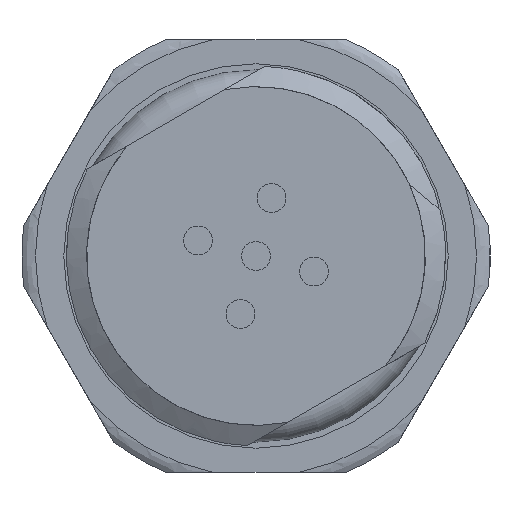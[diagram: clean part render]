
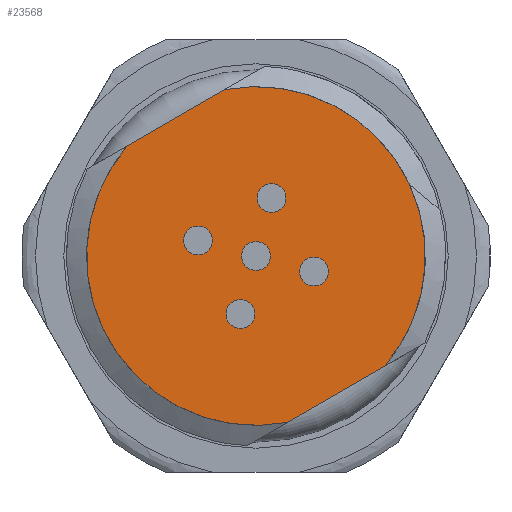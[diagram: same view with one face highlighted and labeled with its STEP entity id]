
A CAD part, front view. The second image highlights one B-rep face of the part: STEP entity #23568.
In plain terms, the highlighted planar face has unit normal (0, -1, 0).
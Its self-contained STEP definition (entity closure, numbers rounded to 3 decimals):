
#5367=CARTESIAN_POINT('',(0.,-7.,0.));
#5368=DIRECTION('',(0.,-1.,0.));
#5369=DIRECTION('',(0.759,0.,-0.651));
#5370=AXIS2_PLACEMENT_3D('',#5367,#5368,#5369);
#5509=CARTESIAN_POINT('',(0.,-7.,0.));
#5510=DIRECTION('',(0.,-1.,0.));
#5511=DIRECTION('',(-0.759,0.,0.651));
#5512=AXIS2_PLACEMENT_3D('',#5509,#5510,#5511);
#6063=DIRECTION('',(0.866,0.,0.5));
#6064=VECTOR('',#6063,4.682);
#6065=CARTESIAN_POINT('',(-5.352,-7.,4.589));
#6066=LINE('',#6065,#6064);
#6067=DIRECTION('',(-0.866,0.,-0.5));
#6068=VECTOR('',#6067,4.682);
#6069=CARTESIAN_POINT('',(5.352,-7.,-4.589));
#6070=LINE('',#6069,#6068);
#6071=CARTESIAN_POINT('',(-0.647,-7.,-2.415));
#6072=DIRECTION('',(0.,-1.,0.));
#6073=DIRECTION('',(1.,0.,0.));
#6074=AXIS2_PLACEMENT_3D('',#6071,#6072,#6073);
#6080=CARTESIAN_POINT('',(-0.647,-7.,-2.415));
#6081=DIRECTION('',(0.,-1.,0.));
#6082=DIRECTION('',(-1.,0.,0.));
#6083=AXIS2_PLACEMENT_3D('',#6080,#6081,#6082);
#6139=CARTESIAN_POINT('',(0.647,-7.,2.415));
#6140=DIRECTION('',(0.,-1.,0.));
#6141=DIRECTION('',(1.,0.,0.));
#6142=AXIS2_PLACEMENT_3D('',#6139,#6140,#6141);
#6148=CARTESIAN_POINT('',(0.647,-7.,2.415));
#6149=DIRECTION('',(0.,-1.,0.));
#6150=DIRECTION('',(-1.,0.,0.));
#6151=AXIS2_PLACEMENT_3D('',#6148,#6149,#6150);
#6157=CARTESIAN_POINT('',(2.415,-7.,-0.647));
#6158=DIRECTION('',(0.,-1.,0.));
#6159=DIRECTION('',(1.,0.,0.));
#6160=AXIS2_PLACEMENT_3D('',#6157,#6158,#6159);
#6166=CARTESIAN_POINT('',(2.415,-7.,-0.647));
#6167=DIRECTION('',(0.,-1.,0.));
#6168=DIRECTION('',(-1.,0.,0.));
#6169=AXIS2_PLACEMENT_3D('',#6166,#6167,#6168);
#6175=CARTESIAN_POINT('',(0.,-7.,0.));
#6176=DIRECTION('',(0.,-1.,0.));
#6177=DIRECTION('',(1.,0.,0.));
#6178=AXIS2_PLACEMENT_3D('',#6175,#6176,#6177);
#6184=CARTESIAN_POINT('',(0.,-7.,0.));
#6185=DIRECTION('',(0.,-1.,0.));
#6186=DIRECTION('',(-1.,0.,0.));
#6187=AXIS2_PLACEMENT_3D('',#6184,#6185,#6186);
#6193=CARTESIAN_POINT('',(-2.415,-7.,0.647));
#6194=DIRECTION('',(0.,-1.,0.));
#6195=DIRECTION('',(1.,0.,0.));
#6196=AXIS2_PLACEMENT_3D('',#6193,#6194,#6195);
#6202=CARTESIAN_POINT('',(-2.415,-7.,0.647));
#6203=DIRECTION('',(0.,-1.,0.));
#6204=DIRECTION('',(-1.,0.,0.));
#6205=AXIS2_PLACEMENT_3D('',#6202,#6203,#6204);
#6529=CARTESIAN_POINT('',(-5.352,-7.,4.589));
#6530=CARTESIAN_POINT('',(-1.298,-7.,6.93));
#6531=VERTEX_POINT('',#6529);
#6532=VERTEX_POINT('',#6530);
#6533=CARTESIAN_POINT('',(5.352,-7.,-4.589));
#6534=CARTESIAN_POINT('',(1.298,-7.,-6.93));
#6535=VERTEX_POINT('',#6533);
#6536=VERTEX_POINT('',#6534);
#7145=CARTESIAN_POINT('',(1.247,-7.,2.415));
#7146=CARTESIAN_POINT('',(0.047,-7.,2.415));
#7147=VERTEX_POINT('',#7145);
#7148=VERTEX_POINT('',#7146);
#7149=CARTESIAN_POINT('',(3.015,-7.,-0.647));
#7150=CARTESIAN_POINT('',(1.815,-7.,-0.647));
#7151=VERTEX_POINT('',#7149);
#7152=VERTEX_POINT('',#7150);
#7153=CARTESIAN_POINT('',(0.6,-7.,0.));
#7154=CARTESIAN_POINT('',(-0.6,-7.,0.));
#7155=VERTEX_POINT('',#7153);
#7156=VERTEX_POINT('',#7154);
#7157=CARTESIAN_POINT('',(-1.815,-7.,0.647));
#7158=CARTESIAN_POINT('',(-3.015,-7.,0.647));
#7159=VERTEX_POINT('',#7157);
#7160=VERTEX_POINT('',#7158);
#7161=CARTESIAN_POINT('',(-0.047,-7.,-2.415));
#7162=CARTESIAN_POINT('',(-1.247,-7.,-2.415));
#7163=VERTEX_POINT('',#7161);
#7164=VERTEX_POINT('',#7162);
#23527=CARTESIAN_POINT('',(0.,-7.,0.));
#23528=DIRECTION('',(0.,-1.,0.));
#23529=DIRECTION('',(0.866,0.,0.5));
#23530=AXIS2_PLACEMENT_3D('',#23527,#23528,#23529);
#23531=PLANE('',#23530);
#23532=ORIENTED_EDGE('',*,*,#21017,.T.);
#23533=ORIENTED_EDGE('',*,*,#21078,.F.);
#23534=ORIENTED_EDGE('',*,*,#21189,.T.);
#23535=ORIENTED_EDGE('',*,*,#21125,.F.);
#23536=EDGE_LOOP('',(#23532,#23533,#23534,#23535));
#23537=FACE_OUTER_BOUND('',#23536,.F.);
#23539=ORIENTED_EDGE('',*,*,#23538,.T.);
#23541=ORIENTED_EDGE('',*,*,#23540,.T.);
#23542=EDGE_LOOP('',(#23539,#23541));
#23543=FACE_BOUND('',#23542,.F.);
#23545=ORIENTED_EDGE('',*,*,#23544,.T.);
#23547=ORIENTED_EDGE('',*,*,#23546,.T.);
#23548=EDGE_LOOP('',(#23545,#23547));
#23549=FACE_BOUND('',#23548,.F.);
#23551=ORIENTED_EDGE('',*,*,#23550,.T.);
#23553=ORIENTED_EDGE('',*,*,#23552,.T.);
#23554=EDGE_LOOP('',(#23551,#23553));
#23555=FACE_BOUND('',#23554,.F.);
#23557=ORIENTED_EDGE('',*,*,#23556,.T.);
#23559=ORIENTED_EDGE('',*,*,#23558,.T.);
#23560=EDGE_LOOP('',(#23557,#23559));
#23561=FACE_BOUND('',#23560,.F.);
#23563=ORIENTED_EDGE('',*,*,#23562,.T.);
#23565=ORIENTED_EDGE('',*,*,#23564,.T.);
#23566=EDGE_LOOP('',(#23563,#23565));
#23567=FACE_BOUND('',#23566,.F.);
#23568=ADVANCED_FACE('',(#23537,#23543,#23549,#23555,#23561,#23567),#23531,.T.);
#5371=CIRCLE('',#5370,7.05);
#5513=CIRCLE('',#5512,7.05);
#6075=CIRCLE('',#6074,0.6);
#6084=CIRCLE('',#6083,0.6);
#6143=CIRCLE('',#6142,0.6);
#6152=CIRCLE('',#6151,0.6);
#6161=CIRCLE('',#6160,0.6);
#6170=CIRCLE('',#6169,0.6);
#6179=CIRCLE('',#6178,0.6);
#6188=CIRCLE('',#6187,0.6);
#6197=CIRCLE('',#6196,0.6);
#6206=CIRCLE('',#6205,0.6);
#21017=EDGE_CURVE('',#6531,#6532,#6066,.T.);
#21078=EDGE_CURVE('',#6535,#6532,#5371,.T.);
#21125=EDGE_CURVE('',#6531,#6536,#5513,.T.);
#21189=EDGE_CURVE('',#6535,#6536,#6070,.T.);
#23538=EDGE_CURVE('',#7159,#7160,#6197,.T.);
#23540=EDGE_CURVE('',#7160,#7159,#6206,.T.);
#23544=EDGE_CURVE('',#7155,#7156,#6179,.T.);
#23546=EDGE_CURVE('',#7156,#7155,#6188,.T.);
#23550=EDGE_CURVE('',#7151,#7152,#6161,.T.);
#23552=EDGE_CURVE('',#7152,#7151,#6170,.T.);
#23556=EDGE_CURVE('',#7147,#7148,#6143,.T.);
#23558=EDGE_CURVE('',#7148,#7147,#6152,.T.);
#23562=EDGE_CURVE('',#7163,#7164,#6075,.T.);
#23564=EDGE_CURVE('',#7164,#7163,#6084,.T.);
